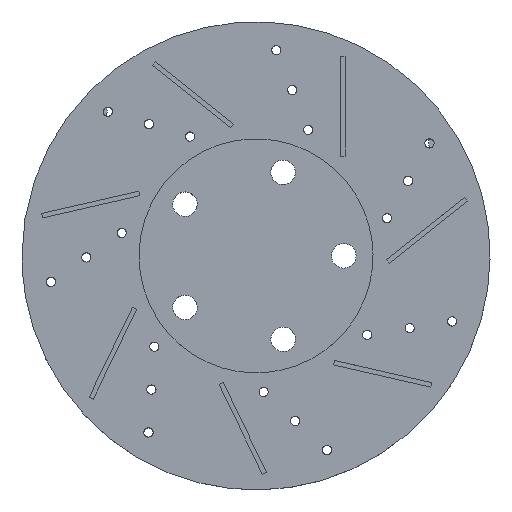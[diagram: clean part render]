
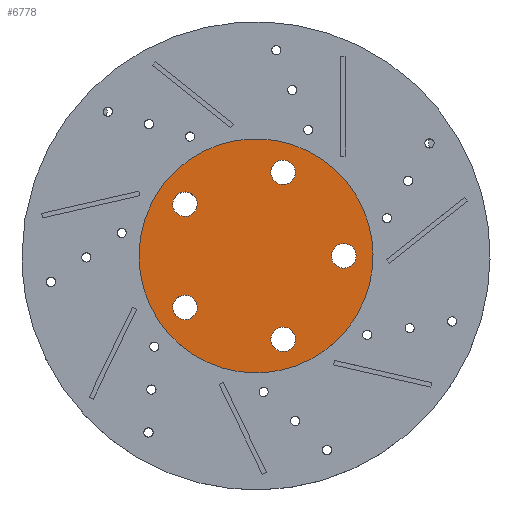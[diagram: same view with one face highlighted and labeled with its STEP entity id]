
A CAD part, top view. The second image highlights one B-rep face of the part: STEP entity #6778.
In plain terms, the highlighted planar face has unit normal (0, 0, 1).
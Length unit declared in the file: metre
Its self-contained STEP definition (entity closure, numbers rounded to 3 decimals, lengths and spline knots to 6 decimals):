
#292 = CARTESIAN_POINT('NONE', (-1.93548, 0, 0.06604));
#293 = VERTEX_POINT('NONE', #292);
#296 = CARTESIAN_POINT('NONE', (1.24841, 0., 0.06604));
#297 = VERTEX_POINT('NONE', #296);
#300 = CARTESIAN_POINT('NONE', (0.38578, -1.187308, 0.06604));
#301 = VERTEX_POINT('NONE', #300);
#304 = CARTESIAN_POINT('NONE', (-1.009985, -0.733797, 0.06604));
#305 = VERTEX_POINT('NONE', #304);
#308 = CARTESIAN_POINT('NONE', (-1.009985, 0.733797, 0.06604));
#309 = VERTEX_POINT('NONE', #308);
#312 = CARTESIAN_POINT('NONE', (0.38578, 1.187308, 0.06604));
#313 = VERTEX_POINT('NONE', #312);
#1928 = CARTESIAN_POINT('NONE', (-1.93548, 0, 0.06604));
#1929 = CARTESIAN_POINT('NONE', (-1.93548, 1.93548, 0.06604));
#1930 = CARTESIAN_POINT('NONE', (0., 1.93548, 0.06604));
#1931 = CARTESIAN_POINT('NONE', (1.93548, 1.93548, 0.06604));
#1932 = CARTESIAN_POINT('NONE', (1.93548, 0., 0.06604));
#1933 = CARTESIAN_POINT('NONE', (1.93548, -1.93548, 0.06604));
#1934 = CARTESIAN_POINT('NONE', (0., -1.93548, 0.06604));
#1935 = CARTESIAN_POINT('NONE', (-1.93548, -1.93548, 0.06604));
#1936 = CARTESIAN_POINT('NONE', (-1.93548, 0, 0.06604));
#1937 = (
  BOUNDED_CURVE()
  B_SPLINE_CURVE(2, (#1928, #1929, #1930, #1931, #1932, #1933, #1934, #1935, #1936), .UNSPECIFIED., .F., .F.)
  B_SPLINE_CURVE_WITH_KNOTS((3, 2, 2, 2, 3), (0, 0.25, 0.5, 0.75, 1), .UNSPECIFIED.)
  CURVE()
  GEOMETRIC_REPRESENTATION_ITEM()
  RATIONAL_B_SPLINE_CURVE((1, 0.707, 1, 0.707, 1, 0.707, 1, 0.707, 1))
  REPRESENTATION_ITEM('NONE')
);
#1952 = CARTESIAN_POINT('NONE', (1.24841, 0., 0.06604));
#1953 = CARTESIAN_POINT('NONE', (1.24841, -0.2032, 0.06604));
#1954 = CARTESIAN_POINT('NONE', (1.45161, -0.2032, 0.06604));
#1955 = CARTESIAN_POINT('NONE', (1.65481, -0.2032, 0.06604));
#1956 = CARTESIAN_POINT('NONE', (1.65481, 0., 0.06604));
#1957 = CARTESIAN_POINT('NONE', (1.65481, 0.2032, 0.06604));
#1958 = CARTESIAN_POINT('NONE', (1.45161, 0.2032, 0.06604));
#1959 = CARTESIAN_POINT('NONE', (1.24841, 0.2032, 0.06604));
#1960 = CARTESIAN_POINT('NONE', (1.24841, 0., 0.06604));
#1961 = (
  BOUNDED_CURVE()
  B_SPLINE_CURVE(2, (#1952, #1953, #1954, #1955, #1956, #1957, #1958, #1959, #1960), .UNSPECIFIED., .F., .F.)
  B_SPLINE_CURVE_WITH_KNOTS((3, 2, 2, 2, 3), (1, 1.25, 1.5, 1.75, 2), .UNSPECIFIED.)
  CURVE()
  GEOMETRIC_REPRESENTATION_ITEM()
  RATIONAL_B_SPLINE_CURVE((1, 0.707, 1, 0.707, 1, 0.707, 1, 0.707, 1))
  REPRESENTATION_ITEM('NONE')
);
#1976 = CARTESIAN_POINT('NONE', (0.38578, -1.187308, 0.06604));
#1977 = CARTESIAN_POINT('NONE', (0.192525, -1.250101, 0.06604));
#1978 = CARTESIAN_POINT('NONE', (0.255317, -1.443355, 0.06604));
#1979 = CARTESIAN_POINT('NONE', (0.31811, -1.63661, 0.06604));
#1980 = CARTESIAN_POINT('NONE', (0.511364, -1.573818, 0.06604));
#1981 = CARTESIAN_POINT('NONE', (0.704619, -1.511026, 0.06604));
#1982 = CARTESIAN_POINT('NONE', (0.641827, -1.317771, 0.06604));
#1983 = CARTESIAN_POINT('NONE', (0.579035, -1.124516, 0.06604));
#1984 = CARTESIAN_POINT('NONE', (0.38578, -1.187308, 0.06604));
#1985 = (
  BOUNDED_CURVE()
  B_SPLINE_CURVE(2, (#1976, #1977, #1978, #1979, #1980, #1981, #1982, #1983, #1984), .UNSPECIFIED., .F., .F.)
  B_SPLINE_CURVE_WITH_KNOTS((3, 2, 2, 2, 3), (2, 2.25, 2.5, 2.75, 3), .UNSPECIFIED.)
  CURVE()
  GEOMETRIC_REPRESENTATION_ITEM()
  RATIONAL_B_SPLINE_CURVE((1, 0.707, 1, 0.707, 1, 0.707, 1, 0.707, 1))
  REPRESENTATION_ITEM('NONE')
);
#2000 = CARTESIAN_POINT('NONE', (-1.009985, -0.733797, 0.06604));
#2001 = CARTESIAN_POINT('NONE', (-1.129423, -0.569405, 0.06604));
#2002 = CARTESIAN_POINT('NONE', (-1.293815, -0.688843, 0.06604));
#2003 = CARTESIAN_POINT('NONE', (-1.458207, -0.808281, 0.06604));
#2004 = CARTESIAN_POINT('NONE', (-1.338769, -0.972673, 0.06604));
#2005 = CARTESIAN_POINT('NONE', (-1.219331, -1.137065, 0.06604));
#2006 = CARTESIAN_POINT('NONE', (-1.054939, -1.017627, 0.06604));
#2007 = CARTESIAN_POINT('NONE', (-0.890547, -0.898189, 0.06604));
#2008 = CARTESIAN_POINT('NONE', (-1.009985, -0.733797, 0.06604));
#2009 = (
  BOUNDED_CURVE()
  B_SPLINE_CURVE(2, (#2000, #2001, #2002, #2003, #2004, #2005, #2006, #2007, #2008), .UNSPECIFIED., .F., .F.)
  B_SPLINE_CURVE_WITH_KNOTS((3, 2, 2, 2, 3), (3, 3.25, 3.5, 3.75, 4), .UNSPECIFIED.)
  CURVE()
  GEOMETRIC_REPRESENTATION_ITEM()
  RATIONAL_B_SPLINE_CURVE((1, 0.707, 1, 0.707, 1, 0.707, 1, 0.707, 1))
  REPRESENTATION_ITEM('NONE')
);
#2024 = CARTESIAN_POINT('NONE', (-1.009985, 0.733797, 0.06604));
#2025 = CARTESIAN_POINT('NONE', (-0.890547, 0.898189, 0.06604));
#2026 = CARTESIAN_POINT('NONE', (-1.054939, 1.017627, 0.06604));
#2027 = CARTESIAN_POINT('NONE', (-1.219331, 1.137065, 0.06604));
#2028 = CARTESIAN_POINT('NONE', (-1.338769, 0.972673, 0.06604));
#2029 = CARTESIAN_POINT('NONE', (-1.458207, 0.808281, 0.06604));
#2030 = CARTESIAN_POINT('NONE', (-1.293815, 0.688843, 0.06604));
#2031 = CARTESIAN_POINT('NONE', (-1.129423, 0.569405, 0.06604));
#2032 = CARTESIAN_POINT('NONE', (-1.009985, 0.733797, 0.06604));
#2033 = (
  BOUNDED_CURVE()
  B_SPLINE_CURVE(2, (#2024, #2025, #2026, #2027, #2028, #2029, #2030, #2031, #2032), .UNSPECIFIED., .F., .F.)
  B_SPLINE_CURVE_WITH_KNOTS((3, 2, 2, 2, 3), (4, 4.25, 4.5, 4.75, 5), .UNSPECIFIED.)
  CURVE()
  GEOMETRIC_REPRESENTATION_ITEM()
  RATIONAL_B_SPLINE_CURVE((1, 0.707, 1, 0.707, 1, 0.707, 1, 0.707, 1))
  REPRESENTATION_ITEM('NONE')
);
#2048 = CARTESIAN_POINT('NONE', (0.38578, 1.187308, 0.06604));
#2049 = CARTESIAN_POINT('NONE', (0.579035, 1.124516, 0.06604));
#2050 = CARTESIAN_POINT('NONE', (0.641827, 1.317771, 0.06604));
#2051 = CARTESIAN_POINT('NONE', (0.704619, 1.511026, 0.06604));
#2052 = CARTESIAN_POINT('NONE', (0.511364, 1.573818, 0.06604));
#2053 = CARTESIAN_POINT('NONE', (0.31811, 1.63661, 0.06604));
#2054 = CARTESIAN_POINT('NONE', (0.255317, 1.443355, 0.06604));
#2055 = CARTESIAN_POINT('NONE', (0.192525, 1.250101, 0.06604));
#2056 = CARTESIAN_POINT('NONE', (0.38578, 1.187308, 0.06604));
#2057 = (
  BOUNDED_CURVE()
  B_SPLINE_CURVE(2, (#2048, #2049, #2050, #2051, #2052, #2053, #2054, #2055, #2056), .UNSPECIFIED., .F., .F.)
  B_SPLINE_CURVE_WITH_KNOTS((3, 2, 2, 2, 3), (5, 5.25, 5.5, 5.75, 6), .UNSPECIFIED.)
  CURVE()
  GEOMETRIC_REPRESENTATION_ITEM()
  RATIONAL_B_SPLINE_CURVE((1, 0.707, 1, 0.707, 1, 0.707, 1, 0.707, 1))
  REPRESENTATION_ITEM('NONE')
);
#3272 = EDGE_CURVE('NONE', #293, #293, #1937, .T.);
#3275 = EDGE_CURVE('NONE', #297, #297, #1961, .T.);
#3278 = EDGE_CURVE('NONE', #301, #301, #1985, .T.);
#3281 = EDGE_CURVE('NONE', #305, #305, #2009, .T.);
#3284 = EDGE_CURVE('NONE', #309, #309, #2033, .T.);
#3287 = EDGE_CURVE('NONE', #313, #313, #2057, .T.);
#4091 = ORIENTED_EDGE('NONE', *, *, #3272, .T.);
#4092 = EDGE_LOOP('NONE', (#4091));
#4093 = ORIENTED_EDGE('NONE', *, *, #3275, .T.);
#4094 = EDGE_LOOP('NONE', (#4093));
#4095 = ORIENTED_EDGE('NONE', *, *, #3278, .T.);
#4096 = EDGE_LOOP('NONE', (#4095));
#4097 = ORIENTED_EDGE('NONE', *, *, #3281, .T.);
#4098 = EDGE_LOOP('NONE', (#4097));
#4099 = ORIENTED_EDGE('NONE', *, *, #3284, .T.);
#4100 = EDGE_LOOP('NONE', (#4099));
#4101 = ORIENTED_EDGE('NONE', *, *, #3287, .T.);
#4102 = EDGE_LOOP('NONE', (#4101));
#5802 = CARTESIAN_POINT('NONE', (0, 0, 0.06604));
#5803 = DIRECTION('NONE', (0, -0, -1));
#5804 = AXIS2_PLACEMENT_3D('NONE', #5802, #5803, $);
#5805 = PLANE('NONE', #5804);
#6772 = FACE_OUTER_BOUND('NONE', #4092, .F.);
#6773 = FACE_BOUND('NONE', #4094, .F.);
#6774 = FACE_BOUND('NONE', #4096, .F.);
#6775 = FACE_BOUND('NONE', #4098, .F.);
#6776 = FACE_BOUND('NONE', #4100, .F.);
#6777 = FACE_BOUND('NONE', #4102, .F.);
#6778 = ADVANCED_FACE('NONE', (#6772, #6773, #6774, #6775, #6776, #6777), #5805, .F.);
